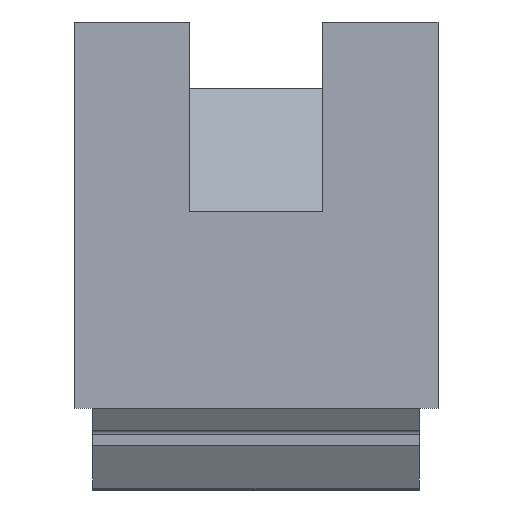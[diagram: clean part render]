
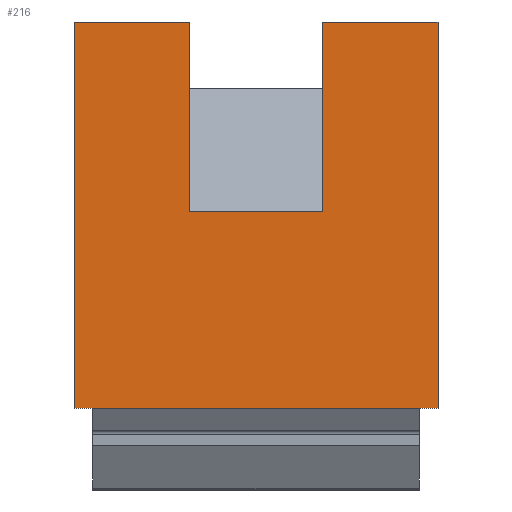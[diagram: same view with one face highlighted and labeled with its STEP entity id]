
A CAD part, front view. The second image highlights one B-rep face of the part: STEP entity #216.
In plain terms, the highlighted planar face has unit normal (0, -1, 0).
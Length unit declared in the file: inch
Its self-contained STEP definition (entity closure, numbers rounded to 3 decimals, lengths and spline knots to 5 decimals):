
#17 = EDGE_CURVE ( 'NONE', #61, #962, #463, .T. ) ;
#28 = DIRECTION ( 'NONE',  ( 0., 1., 0. ) ) ;
#32 = ORIENTED_EDGE ( 'NONE', *, *, #1484, .T. ) ;
#33 = DIRECTION ( 'NONE',  ( 0., 0., -1. ) ) ;
#61 = VERTEX_POINT ( 'NONE', #1461 ) ;
#138 = VECTOR ( 'NONE', #194, 39.37008 ) ;
#151 = DIRECTION ( 'NONE',  ( 0., 0., -1. ) ) ;
#152 = EDGE_CURVE ( 'NONE', #61, #1543, #1487, .T. ) ;
#155 = CARTESIAN_POINT ( 'NONE',  ( 0.018, -0.1355, 0.018 ) ) ;
#194 = DIRECTION ( 'NONE',  ( 0., 0., -1. ) ) ;
#207 = VERTEX_POINT ( 'NONE', #871 ) ;
#216 = ADVANCED_FACE ( 'NONE', ( #1017 ), #1032, .F. ) ;
#259 = ORIENTED_EDGE ( 'NONE', *, *, #395, .T. ) ;
#277 = EDGE_CURVE ( 'NONE', #1168, #509, #900, .T. ) ;
#313 = LINE ( 'NONE', #1316, #138 ) ;
#315 = AXIS2_PLACEMENT_3D ( 'NONE', #647, #28, #1537 ) ;
#389 = CARTESIAN_POINT ( 'NONE',  ( -0.018, -0.1355, 0.018 ) ) ;
#395 = EDGE_CURVE ( 'NONE', #1569, #824, #313, .T. ) ;
#397 = CARTESIAN_POINT ( 'NONE',  ( -0.049, -0.1355, -0.086 ) ) ;
#463 = LINE ( 'NONE', #1361, #1624 ) ;
#464 = ORIENTED_EDGE ( 'NONE', *, *, #669, .F. ) ;
#490 = VECTOR ( 'NONE', #1179, 39.37008 ) ;
#498 = EDGE_CURVE ( 'NONE', #962, #824, #839, .T. ) ;
#509 = VERTEX_POINT ( 'NONE', #1195 ) ;
#567 = ORIENTED_EDGE ( 'NONE', *, *, #152, .T. ) ;
#597 = EDGE_LOOP ( 'NONE', ( #951, #32, #259, #1620, #760, #567, #848, #464 ) ) ;
#604 = DIRECTION ( 'NONE',  ( -1., 0., 0. ) ) ;
#611 = CARTESIAN_POINT ( 'NONE',  ( 0.049, -0.1355, 0.018 ) ) ;
#629 = VECTOR ( 'NONE', #33, 39.37008 ) ;
#641 = CARTESIAN_POINT ( 'NONE',  ( -0.018, -0.1355, -0.033 ) ) ;
#647 = CARTESIAN_POINT ( 'NONE',  ( 0.049, -0.1355, 0.018 ) ) ;
#669 = EDGE_CURVE ( 'NONE', #509, #207, #859, .T. ) ;
#760 = ORIENTED_EDGE ( 'NONE', *, *, #17, .F. ) ;
#798 = LINE ( 'NONE', #1278, #629 ) ;
#824 = VERTEX_POINT ( 'NONE', #397 ) ;
#839 = LINE ( 'NONE', #1344, #1350 ) ;
#846 = DIRECTION ( 'NONE',  ( -1., 0., 0. ) ) ;
#848 = ORIENTED_EDGE ( 'NONE', *, *, #1544, .T. ) ;
#859 = LINE ( 'NONE', #1242, #1615 ) ;
#871 = CARTESIAN_POINT ( 'NONE',  ( 0.018, -0.1355, -0.033 ) ) ;
#900 = LINE ( 'NONE', #641, #1019 ) ;
#934 = CARTESIAN_POINT ( 'NONE',  ( -0.049, -0.1355, 0.018 ) ) ;
#951 = ORIENTED_EDGE ( 'NONE', *, *, #277, .F. ) ;
#962 = VERTEX_POINT ( 'NONE', #1568 ) ;
#965 = DIRECTION ( 'NONE',  ( 1., 0., 0. ) ) ;
#1017 = FACE_OUTER_BOUND ( 'NONE', #597, .T. ) ;
#1019 = VECTOR ( 'NONE', #151, 39.37008 ) ;
#1032 = PLANE ( 'NONE',  #315 ) ;
#1105 = LINE ( 'NONE', #1597, #490 ) ;
#1168 = VERTEX_POINT ( 'NONE', #389 ) ;
#1179 = DIRECTION ( 'NONE',  ( -1., 0., 0. ) ) ;
#1195 = CARTESIAN_POINT ( 'NONE',  ( -0.018, -0.1355, -0.033 ) ) ;
#1240 = VECTOR ( 'NONE', #604, 39.37008 ) ;
#1242 = CARTESIAN_POINT ( 'NONE',  ( -0.018, -0.1355, -0.033 ) ) ;
#1278 = CARTESIAN_POINT ( 'NONE',  ( 0.018, -0.1355, -0.033 ) ) ;
#1316 = CARTESIAN_POINT ( 'NONE',  ( -0.049, -0.1355, 0.018 ) ) ;
#1344 = CARTESIAN_POINT ( 'NONE',  ( 0.049, -0.1355, -0.086 ) ) ;
#1350 = VECTOR ( 'NONE', #846, 39.37008 ) ;
#1361 = CARTESIAN_POINT ( 'NONE',  ( 0.049, -0.1355, 0.018 ) ) ;
#1461 = CARTESIAN_POINT ( 'NONE',  ( 0.049, -0.1355, 0.018 ) ) ;
#1484 = EDGE_CURVE ( 'NONE', #1168, #1569, #1105, .T. ) ;
#1487 = LINE ( 'NONE', #611, #1240 ) ;
#1537 = DIRECTION ( 'NONE',  ( 0., 0., 1. ) ) ;
#1543 = VERTEX_POINT ( 'NONE', #155 ) ;
#1544 = EDGE_CURVE ( 'NONE', #1543, #207, #798, .T. ) ;
#1568 = CARTESIAN_POINT ( 'NONE',  ( 0.049, -0.1355, -0.086 ) ) ;
#1569 = VERTEX_POINT ( 'NONE', #934 ) ;
#1595 = DIRECTION ( 'NONE',  ( 0., 0., -1. ) ) ;
#1597 = CARTESIAN_POINT ( 'NONE',  ( 0.049, -0.1355, 0.018 ) ) ;
#1615 = VECTOR ( 'NONE', #965, 39.37008 ) ;
#1620 = ORIENTED_EDGE ( 'NONE', *, *, #498, .F. ) ;
#1624 = VECTOR ( 'NONE', #1595, 39.37008 ) ;
